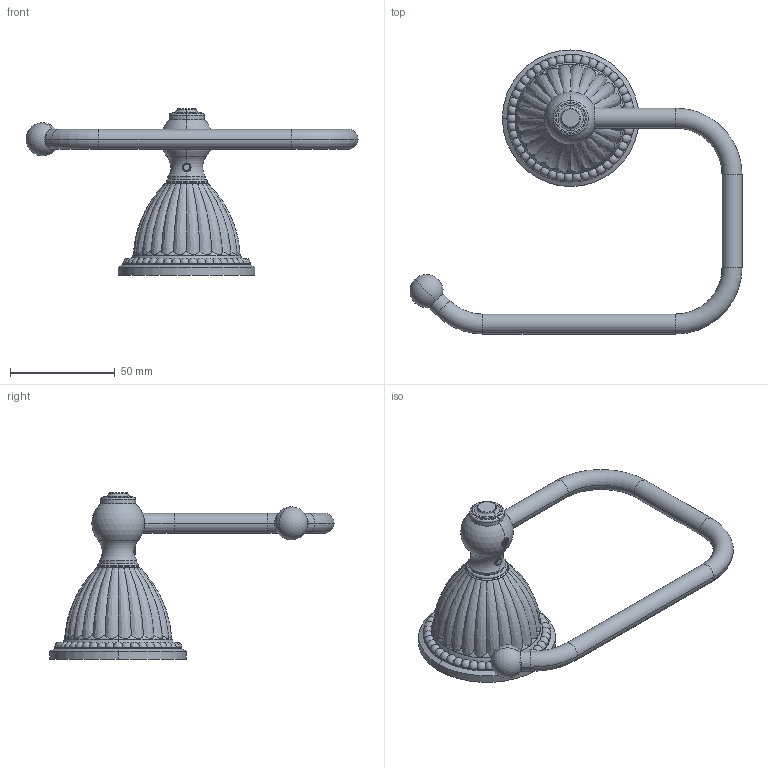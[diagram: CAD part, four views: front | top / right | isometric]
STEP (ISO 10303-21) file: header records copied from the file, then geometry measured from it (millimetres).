
FILE_DESCRIPTION((''),'2;1');
FILE_NAME('22-27_WEB','2010-08-20T',('ramkumar'),(''),'PRO/ENGINEER BY PARAMETRIC TECHNOLOGY CORPORATION, 2009300','PRO/ENGINEER BY PARAMETRIC TECHNOLOGY CORPORATION, 2009300','');
FILE_SCHEMA(('CONFIG_CONTROL_DESIGN'));
Length unit declared in the file: inch
Products named in the file (1): 22-27_WEB
Bounding box: 158.64 x 135.83 x 79.63 mm (x, y, z)
Surface area: 27326.7 mm2 (no closed solid volume)
Topology: 0 solids, 12 shells, 230 faces, 757 edges, 442 vertices
Faces by surface type: sphere 94, cylinder 40, bspline 36, plane 34, torus 16, cone 10
Entity records: 12618 total; most frequent: CARTESIAN_POINT 7195, ORIENTED_EDGE 1198, DIRECTION 967, EDGE_CURVE 665, AXIS2_PLACEMENT_3D 452, VERTEX_POINT 442, B_SPLINE_CURVE_WITH_KNOTS 344, CIRCLE 258
